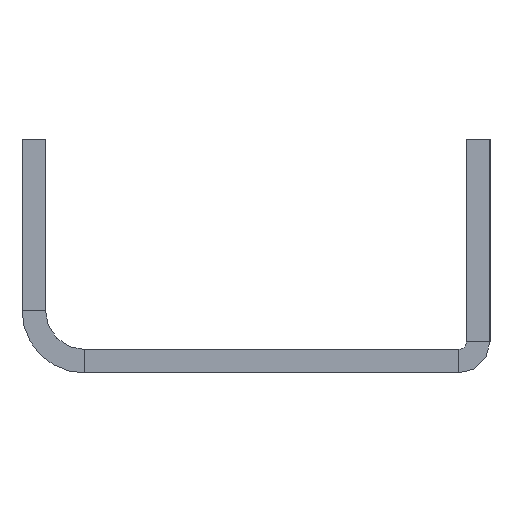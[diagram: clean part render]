
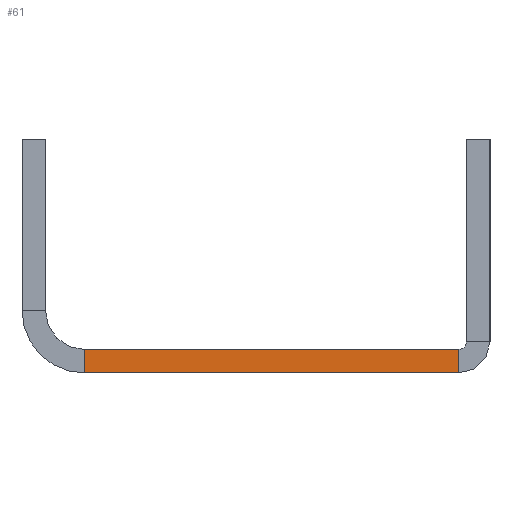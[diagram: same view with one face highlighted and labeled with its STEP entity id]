
A CAD part, left-side view. The second image highlights one B-rep face of the part: STEP entity #61.
In plain terms, the highlighted planar face has unit normal (-1, 0, 0).
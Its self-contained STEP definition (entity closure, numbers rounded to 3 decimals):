
#61=ADVANCED_FACE('',(#131),#133,.T.);
#131=FACE_BOUND('',#132,.T.);
#132=EDGE_LOOP('',(#261,#262,#263,#264));
#133=PLANE('',#134);
#134=AXIS2_PLACEMENT_3D('',#135,#136,#137);
#135=CARTESIAN_POINT('',(0.,60.,0.));
#136=DIRECTION('',(-1.,0.,0.));
#137=DIRECTION('',(0.,-1.,0.));
#261=ORIENTED_EDGE('',*,*,#339,.T.);
#262=ORIENTED_EDGE('',*,*,#332,.F.);
#263=ORIENTED_EDGE('',*,*,#340,.T.);
#264=ORIENTED_EDGE('',*,*,#334,.T.);
#332=EDGE_CURVE('',#386,#381,#388,.T.);
#334=EDGE_CURVE('',#392,#390,#393,.T.);
#339=EDGE_CURVE('',#390,#381,#399,.T.);
#340=EDGE_CURVE('',#386,#392,#400,.T.);
#381=VERTEX_POINT('',#473);
#386=VERTEX_POINT('',#482);
#388=LINE('',#486,#487);
#390=VERTEX_POINT('',#490);
#392=VERTEX_POINT('',#494);
#393=LINE('',#495,#496);
#399=LINE('',#511,#512);
#400=LINE('',#514,#515);
#473=CARTESIAN_POINT('',(0.,4.,3.));
#482=CARTESIAN_POINT('',(0.,52.,3.));
#486=CARTESIAN_POINT('',(0.,52.,3.));
#487=VECTOR('',#488,1.);
#488=DIRECTION('',(0.,-1.,0.));
#490=CARTESIAN_POINT('',(0.,4.,0.));
#494=CARTESIAN_POINT('',(0.,52.,0.));
#495=CARTESIAN_POINT('',(0.,52.,0.));
#496=VECTOR('',#497,1.);
#497=DIRECTION('',(0.,-1.,0.));
#511=CARTESIAN_POINT('',(0.,4.,0.));
#512=VECTOR('',#513,1.);
#513=DIRECTION('',(0.,0.,1.));
#514=CARTESIAN_POINT('',(0.,52.,3.));
#515=VECTOR('',#516,1.);
#516=DIRECTION('',(0.,0.,-1.));
